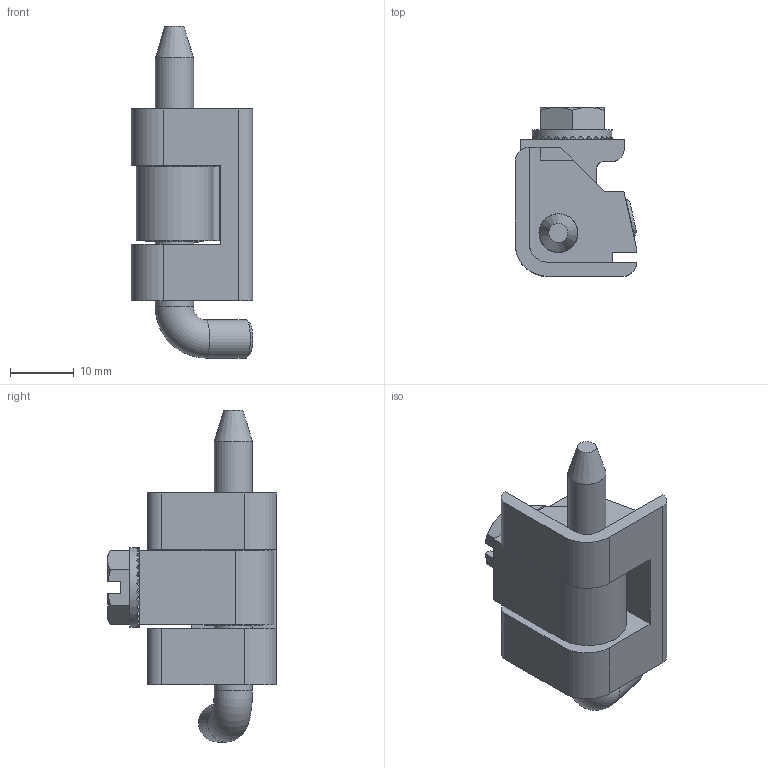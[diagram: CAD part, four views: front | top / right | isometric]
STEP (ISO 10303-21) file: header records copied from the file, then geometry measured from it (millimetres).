
FILE_DESCRIPTION(('STEP AP203'),'1');
FILE_NAME('097.1.F.2.15.step','2016-11-17T10:26:45',(' '),(' '),'Spatial InterOp 3D',' ',' ');
FILE_SCHEMA(('CONFIG_CONTROL_DESIGN'));
Length unit declared in the file: millimetre
Products named in the file (4): 1; 2; 3; 4
Bounding box: 19.01 x 26.45 x 52 mm (x, y, z)
Volume: 8028.3 mm3; surface area: 6445.3 mm2
Topology: 4 solids, 4 shells, 231 faces, 640 edges, 423 vertices
Faces by surface type: plane 186, cylinder 22, cone 10, bspline 8, extrusion 4, torus 1
Full cylindrical faces by diameter (mm): 5.1 x1, 6 x3, 6.1 x2, 6.2 x1, 9 x2, 12.5 x1
Entity records: 7954 total; most frequent: CARTESIAN_POINT 1939, ORIENTED_EDGE 1242, DIRECTION 1158, EDGE_CURVE 621, VECTOR 426, LINE 422, VERTEX_POINT 419, AXIS2_PLACEMENT_3D 366
